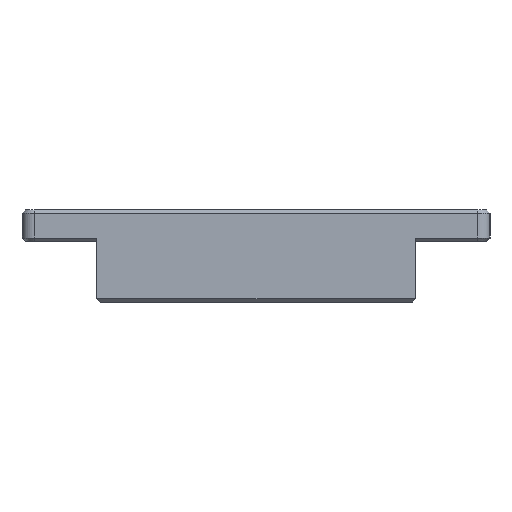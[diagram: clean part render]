
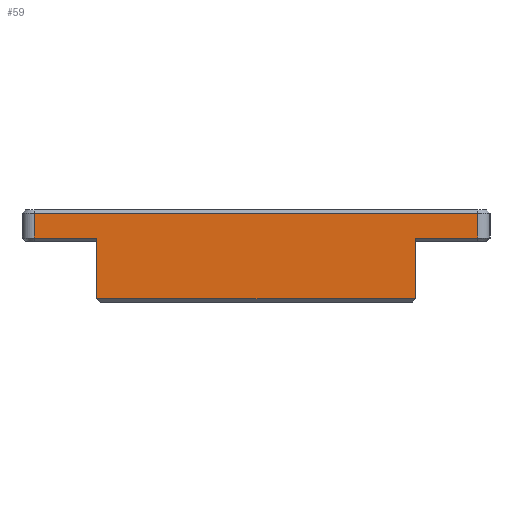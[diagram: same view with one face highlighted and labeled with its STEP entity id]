
A CAD part, left-side view. The second image highlights one B-rep face of the part: STEP entity #59.
In plain terms, the highlighted planar face has unit normal (-1, 0, 0).
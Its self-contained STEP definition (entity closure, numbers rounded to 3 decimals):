
#21 = EDGE_CURVE('',#22,#24,#26,.T.);
#22 = VERTEX_POINT('',#23);
#23 = CARTESIAN_POINT('',(-150.,-71.,1.));
#24 = VERTEX_POINT('',#25);
#25 = CARTESIAN_POINT('',(-150.,-71.,9.));
#26 = LINE('',#27,#28);
#27 = CARTESIAN_POINT('',(-150.,-71.,0.));
#28 = VECTOR('',#29,1.);
#29 = DIRECTION('',(0.,0.,1.));
#59 = ADVANCED_FACE('',(#60),#133,.T.);
#60 = FACE_BOUND('',#61,.T.);
#61 = EDGE_LOOP('',(#62,#72,#80,#88,#96,#104,#112,#120,#126,#127));
#62 = ORIENTED_EDGE('',*,*,#63,.F.);
#63 = EDGE_CURVE('',#64,#66,#68,.T.);
#64 = VERTEX_POINT('',#65);
#65 = CARTESIAN_POINT('',(-150.,71.,1.));
#66 = VERTEX_POINT('',#67);
#67 = CARTESIAN_POINT('',(-150.,71.,9.));
#68 = LINE('',#69,#70);
#69 = CARTESIAN_POINT('',(-150.,71.,0.));
#70 = VECTOR('',#71,1.);
#71 = DIRECTION('',(0.,0.,1.));
#72 = ORIENTED_EDGE('',*,*,#73,.T.);
#73 = EDGE_CURVE('',#64,#74,#76,.T.);
#74 = VERTEX_POINT('',#75);
#75 = CARTESIAN_POINT('',(-150.,51.,1.));
#76 = LINE('',#77,#78);
#77 = CARTESIAN_POINT('',(-150.,71.,1.));
#78 = VECTOR('',#79,1.);
#79 = DIRECTION('',(0.,-1.,0.));
#80 = ORIENTED_EDGE('',*,*,#81,.F.);
#81 = EDGE_CURVE('',#82,#74,#84,.T.);
#82 = VERTEX_POINT('',#83);
#83 = CARTESIAN_POINT('',(-150.,51.,0.));
#84 = LINE('',#85,#86);
#85 = CARTESIAN_POINT('',(-150.,51.,-1.238));
#86 = VECTOR('',#87,1.);
#87 = DIRECTION('',(0.,0.,1.));
#88 = ORIENTED_EDGE('',*,*,#89,.T.);
#89 = EDGE_CURVE('',#82,#90,#92,.T.);
#90 = VERTEX_POINT('',#91);
#91 = CARTESIAN_POINT('',(-150.,51.,-18.5));
#92 = LINE('',#93,#94);
#93 = CARTESIAN_POINT('',(-150.,51.,0.));
#94 = VECTOR('',#95,1.);
#95 = DIRECTION('',(0.,0.,-1.));
#96 = ORIENTED_EDGE('',*,*,#97,.F.);
#97 = EDGE_CURVE('',#98,#90,#100,.T.);
#98 = VERTEX_POINT('',#99);
#99 = CARTESIAN_POINT('',(-150.,-51.,-18.5));
#100 = LINE('',#101,#102);
#101 = CARTESIAN_POINT('',(-150.,-51.,-18.5));
#102 = VECTOR('',#103,1.);
#103 = DIRECTION('',(0.,1.,0.));
#104 = ORIENTED_EDGE('',*,*,#105,.F.);
#105 = EDGE_CURVE('',#106,#98,#108,.T.);
#106 = VERTEX_POINT('',#107);
#107 = CARTESIAN_POINT('',(-150.,-51.,0.));
#108 = LINE('',#109,#110);
#109 = CARTESIAN_POINT('',(-150.,-51.,0.));
#110 = VECTOR('',#111,1.);
#111 = DIRECTION('',(0.,0.,-1.));
#112 = ORIENTED_EDGE('',*,*,#113,.T.);
#113 = EDGE_CURVE('',#106,#114,#116,.T.);
#114 = VERTEX_POINT('',#115);
#115 = CARTESIAN_POINT('',(-150.,-51.,1.));
#116 = LINE('',#117,#118);
#117 = CARTESIAN_POINT('',(-150.,-51.,-1.238));
#118 = VECTOR('',#119,1.);
#119 = DIRECTION('',(0.,0.,1.));
#120 = ORIENTED_EDGE('',*,*,#121,.T.);
#121 = EDGE_CURVE('',#114,#22,#122,.T.);
#122 = LINE('',#123,#124);
#123 = CARTESIAN_POINT('',(-150.,-51.,1.));
#124 = VECTOR('',#125,1.);
#125 = DIRECTION('',(0.,-1.,0.));
#126 = ORIENTED_EDGE('',*,*,#21,.T.);
#127 = ORIENTED_EDGE('',*,*,#128,.F.);
#128 = EDGE_CURVE('',#66,#24,#129,.T.);
#129 = LINE('',#130,#131);
#130 = CARTESIAN_POINT('',(-150.,71.,9.));
#131 = VECTOR('',#132,1.);
#132 = DIRECTION('',(0.,-1.,0.));
#133 = PLANE('',#134);
#134 = AXIS2_PLACEMENT_3D('',#135,#136,#137);
#135 = CARTESIAN_POINT('',(-150.,0.,-2.476));
#136 = DIRECTION('',(-1.,0.,0.));
#137 = DIRECTION('',(0.,0.,-1.));
